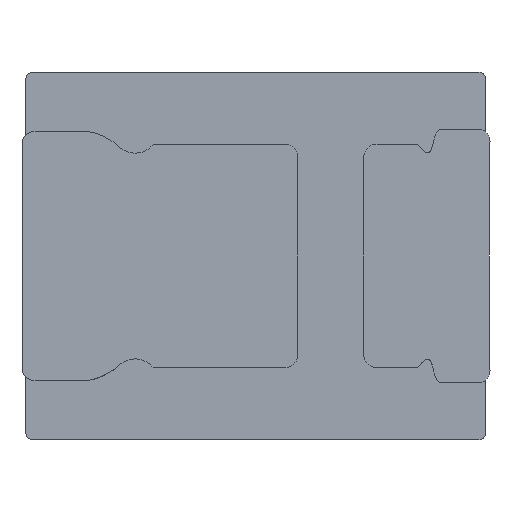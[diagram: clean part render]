
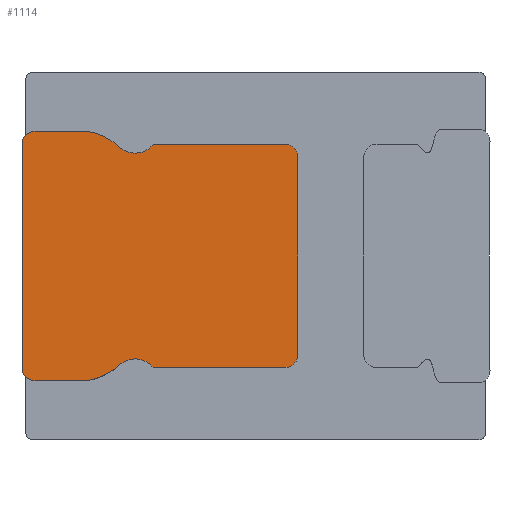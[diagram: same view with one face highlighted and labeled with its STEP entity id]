
A CAD part, front view. The second image highlights one B-rep face of the part: STEP entity #1114.
In plain terms, the highlighted planar face has unit normal (0, -1, 0).
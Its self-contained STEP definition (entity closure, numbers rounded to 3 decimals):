
#42 = FACE_OUTER_BOUND ( 'NONE', #1527, .T. ) ;
#57 = VERTEX_POINT ( 'NONE', #2683 ) ;
#60 = B_SPLINE_CURVE_WITH_KNOTS ( 'NONE', 2,
 ( #2580, #2027, #2788 ),
 .UNSPECIFIED., .F., .F.,
 ( 3, 3 ),
 ( 0., 1. ),
 .UNSPECIFIED. ) ;
#178 = DIRECTION ( 'NONE',  ( 0., 1., 0. ) ) ;
#229 = CARTESIAN_POINT ( 'NONE',  ( 0.22, -0.72, -0.85 ) ) ;
#233 = CARTESIAN_POINT ( 'NONE',  ( 0.322, -0.72, -0.75 ) ) ;
#237 = CARTESIAN_POINT ( 'NONE',  ( 0.22, -0.72, 0.85 ) ) ;
#244 = EDGE_CURVE ( 'NONE', #858, #1551, #583, .T. ) ;
#264 = DIRECTION ( 'NONE',  ( 0., 1., 0. ) ) ;
#270 = CARTESIAN_POINT ( 'NONE',  ( 0.222, -0.72, -0.75 ) ) ;
#332 = VERTEX_POINT ( 'NONE', #2917 ) ;
#355 = CIRCLE ( 'NONE', #1680, 0.1 ) ;
#404 = CARTESIAN_POINT ( 'NONE',  ( -1.68, -0.72, -0.95 ) ) ;
#424 = CARTESIAN_POINT ( 'NONE',  ( -0.918, -0.72, 0.96 ) ) ;
#438 = ORIENTED_EDGE ( 'NONE', *, *, #557, .T. ) ;
#453 = LINE ( 'NONE', #3000, #1283 ) ;
#502 = DIRECTION ( 'NONE',  ( 0., -1., 0. ) ) ;
#527 = VECTOR ( 'NONE', #1033, 1000. ) ;
#532 = VERTEX_POINT ( 'NONE', #811 ) ;
#557 = EDGE_CURVE ( 'NONE', #1409, #532, #3242, .T. ) ;
#583 = LINE ( 'NONE', #1338, #743 ) ;
#603 = ORIENTED_EDGE ( 'NONE', *, *, #3057, .T. ) ;
#604 = ORIENTED_EDGE ( 'NONE', *, *, #808, .T. ) ;
#609 = CARTESIAN_POINT ( 'NONE',  ( -0.918, -0.72, 0.784 ) ) ;
#641 = VERTEX_POINT ( 'NONE', #404 ) ;
#704 = DIRECTION ( 'NONE',  ( -1., 0., 0. ) ) ;
#718 = DIRECTION ( 'NONE',  ( 0., 1., 0. ) ) ;
#743 = VECTOR ( 'NONE', #704, 1000. ) ;
#755 = ORIENTED_EDGE ( 'NONE', *, *, #3162, .T. ) ;
#790 = AXIS2_PLACEMENT_3D ( 'NONE', #270, #502, #3058 ) ;
#800 = CARTESIAN_POINT ( 'NONE',  ( -1.78, -0.72, 0.85 ) ) ;
#808 = EDGE_CURVE ( 'NONE', #641, #2183, #1231, .T. ) ;
#811 = CARTESIAN_POINT ( 'NONE',  ( -1.028, -0.72, 0.822 ) ) ;
#813 = CIRCLE ( 'NONE', #1488, 0.1 ) ;
#858 = VERTEX_POINT ( 'NONE', #948 ) ;
#900 = EDGE_CURVE ( 'NONE', #57, #956, #2912, .T. ) ;
#948 = CARTESIAN_POINT ( 'NONE',  ( -1.28, -0.72, 0.95 ) ) ;
#955 = AXIS2_PLACEMENT_3D ( 'NONE', #1222, #718, #1476 ) ;
#956 = VERTEX_POINT ( 'NONE', #237 ) ;
#984 = VERTEX_POINT ( 'NONE', #2003 ) ;
#985 = DIRECTION ( 'NONE',  ( 0., -1., 0. ) ) ;
#996 = DIRECTION ( 'NONE',  ( 0., 0., -1. ) ) ;
#1033 = DIRECTION ( 'NONE',  ( -1., 0., 0. ) ) ;
#1053 = EDGE_CURVE ( 'NONE', #2607, #2626, #1829, .T. ) ;
#1059 = CARTESIAN_POINT ( 'NONE',  ( -1.68, -0.72, -0.85 ) ) ;
#1083 = PLANE ( 'NONE',  #3268 ) ;
#1106 = DIRECTION ( 'NONE',  ( 0., -1., 0. ) ) ;
#1108 = VERTEX_POINT ( 'NONE', #2338 ) ;
#1114 = ADVANCED_FACE ( 'NONE', ( #42 ), #1083, .F. ) ;
#1138 = ORIENTED_EDGE ( 'NONE', *, *, #900, .T. ) ;
#1142 = DIRECTION ( 'NONE',  ( 0., 1., 0. ) ) ;
#1194 = DIRECTION ( 'NONE',  ( 0., -1., 0. ) ) ;
#1222 = CARTESIAN_POINT ( 'NONE',  ( -0.918, -0.72, -0.96 ) ) ;
#1225 = EDGE_CURVE ( 'NONE', #984, #1627, #1628, .T. ) ;
#1228 = AXIS2_PLACEMENT_3D ( 'NONE', #1818, #1106, #2075 ) ;
#1231 = LINE ( 'NONE', #1947, #2680 ) ;
#1283 = VECTOR ( 'NONE', #2429, 1000. ) ;
#1284 = DIRECTION ( 'NONE',  ( 0., 0., -1. ) ) ;
#1297 = AXIS2_PLACEMENT_3D ( 'NONE', #2710, #985, #996 ) ;
#1338 = CARTESIAN_POINT ( 'NONE',  ( -1.68, -0.72, 0.95 ) ) ;
#1400 = CARTESIAN_POINT ( 'NONE',  ( -0.918, -0.72, -0.96 ) ) ;
#1409 = VERTEX_POINT ( 'NONE', #609 ) ;
#1476 = DIRECTION ( 'NONE',  ( 0., 0., 1. ) ) ;
#1485 = CARTESIAN_POINT ( 'NONE',  ( -1.28, -0.72, -0.95 ) ) ;
#1487 = ORIENTED_EDGE ( 'NONE', *, *, #2628, .T. ) ;
#1488 = AXIS2_PLACEMENT_3D ( 'NONE', #1059, #2247, #2511 ) ;
#1519 = CARTESIAN_POINT ( 'NONE',  ( -1.78, -0.72, -0.85 ) ) ;
#1523 = EDGE_CURVE ( 'NONE', #2626, #641, #813, .T. ) ;
#1525 = AXIS2_PLACEMENT_3D ( 'NONE', #424, #178, #2725 ) ;
#1527 = EDGE_LOOP ( 'NONE', ( #2771, #3214, #2956, #2213, #755, #1138, #2957, #3144, #438, #603, #2091, #3276, #2824, #3105, #604, #1487 ) ) ;
#1551 = VERTEX_POINT ( 'NONE', #3260 ) ;
#1576 = CARTESIAN_POINT ( 'NONE',  ( -0.78, -0.72, 0.85 ) ) ;
#1627 = VERTEX_POINT ( 'NONE', #3307 ) ;
#1628 = CIRCLE ( 'NONE', #955, 0.176 ) ;
#1653 = EDGE_CURVE ( 'NONE', #1551, #2607, #2997, .T. ) ;
#1680 = AXIS2_PLACEMENT_3D ( 'NONE', #1716, #1194, #2481 ) ;
#1687 = VECTOR ( 'NONE', #3018, 1000. ) ;
#1716 = CARTESIAN_POINT ( 'NONE',  ( 0.222, -0.72, -0.75 ) ) ;
#1723 = DIRECTION ( 'NONE',  ( 1., 0., 0. ) ) ;
#1730 = EDGE_CURVE ( 'NONE', #1627, #2064, #453, .T. ) ;
#1736 = CARTESIAN_POINT ( 'NONE',  ( -1.028, -0.72, -0.822 ) ) ;
#1796 = CARTESIAN_POINT ( 'NONE',  ( -1.78, -0.72, -0.85 ) ) ;
#1818 = CARTESIAN_POINT ( 'NONE',  ( -1.68, -0.72, 0.85 ) ) ;
#1829 = LINE ( 'NONE', #1796, #1946 ) ;
#1836 = VERTEX_POINT ( 'NONE', #233 ) ;
#1903 = CIRCLE ( 'NONE', #790, 0.1 ) ;
#1946 = VECTOR ( 'NONE', #2858, 1000. ) ;
#1947 = CARTESIAN_POINT ( 'NONE',  ( -1.68, -0.72, -0.95 ) ) ;
#2003 = CARTESIAN_POINT ( 'NONE',  ( -1.028, -0.72, -0.822 ) ) ;
#2011 = LINE ( 'NONE', #1576, #527 ) ;
#2013 = EDGE_CURVE ( 'NONE', #2064, #1108, #355, .T. ) ;
#2027 = CARTESIAN_POINT ( 'NONE',  ( -1.133, -0.72, 0.921 ) ) ;
#2064 = VERTEX_POINT ( 'NONE', #229 ) ;
#2075 = DIRECTION ( 'NONE',  ( 0., 0., -1. ) ) ;
#2091 = ORIENTED_EDGE ( 'NONE', *, *, #244, .T. ) ;
#2153 = DIRECTION ( 'NONE',  ( 0., 0., 1. ) ) ;
#2183 = VERTEX_POINT ( 'NONE', #2648 ) ;
#2213 = ORIENTED_EDGE ( 'NONE', *, *, #2611, .T. ) ;
#2247 = DIRECTION ( 'NONE',  ( 0., -1., 0. ) ) ;
#2338 = CARTESIAN_POINT ( 'NONE',  ( 0.222, -0.72, -0.85 ) ) ;
#2366 = CARTESIAN_POINT ( 'NONE',  ( -0.918, -0.72, 0.96 ) ) ;
#2429 = DIRECTION ( 'NONE',  ( 1., 0., 0. ) ) ;
#2481 = DIRECTION ( 'NONE',  ( 0., 0., 1. ) ) ;
#2494 = LINE ( 'NONE', #2690, #1687 ) ;
#2511 = DIRECTION ( 'NONE',  ( 0., 0., 1. ) ) ;
#2539 = CARTESIAN_POINT ( 'NONE',  ( -1.133, -0.72, -0.921 ) ) ;
#2580 = CARTESIAN_POINT ( 'NONE',  ( -1.028, -0.72, 0.822 ) ) ;
#2607 = VERTEX_POINT ( 'NONE', #800 ) ;
#2611 = EDGE_CURVE ( 'NONE', #1108, #1836, #1903, .T. ) ;
#2626 = VERTEX_POINT ( 'NONE', #1519 ) ;
#2628 = EDGE_CURVE ( 'NONE', #2183, #984, #3219, .T. ) ;
#2648 = CARTESIAN_POINT ( 'NONE',  ( -1.28, -0.72, -0.95 ) ) ;
#2680 = VECTOR ( 'NONE', #1723, 1000. ) ;
#2683 = CARTESIAN_POINT ( 'NONE',  ( 0.322, -0.72, 0.75 ) ) ;
#2690 = CARTESIAN_POINT ( 'NONE',  ( 0.322, -0.72, -0.75 ) ) ;
#2710 = CARTESIAN_POINT ( 'NONE',  ( 0.222, -0.72, 0.75 ) ) ;
#2725 = DIRECTION ( 'NONE',  ( 0., 0., -1. ) ) ;
#2771 = ORIENTED_EDGE ( 'NONE', *, *, #1225, .T. ) ;
#2788 = CARTESIAN_POINT ( 'NONE',  ( -1.28, -0.72, 0.95 ) ) ;
#2799 = CIRCLE ( 'NONE', #1525, 0.176 ) ;
#2824 = ORIENTED_EDGE ( 'NONE', *, *, #1053, .T. ) ;
#2858 = DIRECTION ( 'NONE',  ( 0., 0., -1. ) ) ;
#2912 = CIRCLE ( 'NONE', #1297, 0.1 ) ;
#2917 = CARTESIAN_POINT ( 'NONE',  ( -0.78, -0.72, 0.85 ) ) ;
#2956 = ORIENTED_EDGE ( 'NONE', *, *, #2013, .T. ) ;
#2957 = ORIENTED_EDGE ( 'NONE', *, *, #3081, .T. ) ;
#2997 = CIRCLE ( 'NONE', #1228, 0.1 ) ;
#3000 = CARTESIAN_POINT ( 'NONE',  ( -0.78, -0.72, -0.85 ) ) ;
#3018 = DIRECTION ( 'NONE',  ( 0., 0., 1. ) ) ;
#3057 = EDGE_CURVE ( 'NONE', #532, #858, #60, .T. ) ;
#3058 = DIRECTION ( 'NONE',  ( 0., 0., 1. ) ) ;
#3081 = EDGE_CURVE ( 'NONE', #956, #332, #2011, .T. ) ;
#3105 = ORIENTED_EDGE ( 'NONE', *, *, #1523, .T. ) ;
#3144 = ORIENTED_EDGE ( 'NONE', *, *, #3163, .T. ) ;
#3162 = EDGE_CURVE ( 'NONE', #1836, #57, #2494, .T. ) ;
#3163 = EDGE_CURVE ( 'NONE', #332, #1409, #2799, .T. ) ;
#3191 = AXIS2_PLACEMENT_3D ( 'NONE', #2366, #264, #1284 ) ;
#3214 = ORIENTED_EDGE ( 'NONE', *, *, #1730, .T. ) ;
#3219 = B_SPLINE_CURVE_WITH_KNOTS ( 'NONE', 2,
 ( #1485, #2539, #1736 ),
 .UNSPECIFIED., .F., .F.,
 ( 3, 3 ),
 ( 0., 1. ),
 .UNSPECIFIED. ) ;
#3242 = CIRCLE ( 'NONE', #3191, 0.176 ) ;
#3260 = CARTESIAN_POINT ( 'NONE',  ( -1.68, -0.72, 0.95 ) ) ;
#3268 = AXIS2_PLACEMENT_3D ( 'NONE', #1400, #1142, #2153 ) ;
#3276 = ORIENTED_EDGE ( 'NONE', *, *, #1653, .T. ) ;
#3307 = CARTESIAN_POINT ( 'NONE',  ( -0.78, -0.72, -0.85 ) ) ;
